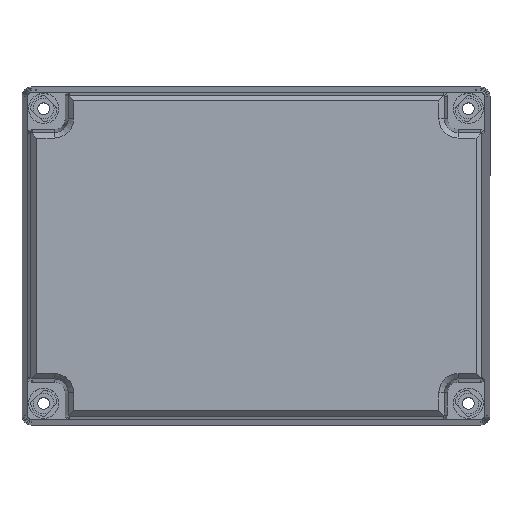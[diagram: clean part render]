
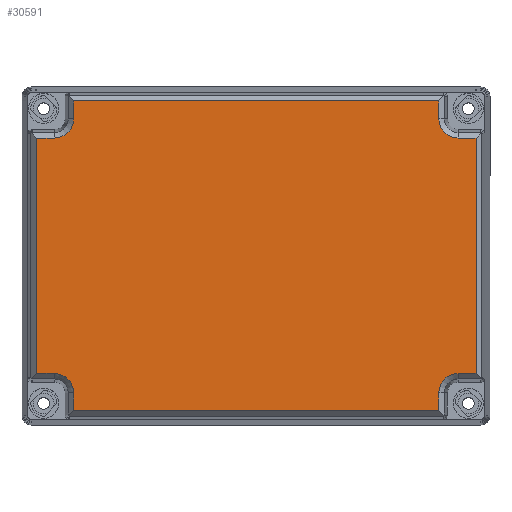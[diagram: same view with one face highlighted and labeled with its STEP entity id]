
A CAD part, top view. The second image highlights one B-rep face of the part: STEP entity #30591.
In plain terms, the highlighted planar face has unit normal (0, 0, 1).
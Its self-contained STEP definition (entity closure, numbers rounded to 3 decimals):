
#473 = DIRECTION ( 'NONE',  ( 1., 0., 0. ) ) ;
#1220 = CARTESIAN_POINT ( 'NONE',  ( 234.544, -61.311, 100.6 ) ) ;
#1693 = CARTESIAN_POINT ( 'NONE',  ( 234.544, 52.711, 100.6 ) ) ;
#1763 = VECTOR ( 'NONE', #31613, 1000. ) ;
#2020 = CARTESIAN_POINT ( 'NONE',  ( 382.566, -52.711, 100.6 ) ) ;
#2265 = DIRECTION ( 'NONE',  ( 0., 0., 1. ) ) ;
#2371 = LINE ( 'NONE', #48719, #43483 ) ;
#2503 = VERTEX_POINT ( 'NONE', #17062 ) ;
#2602 = AXIS2_PLACEMENT_3D ( 'NONE', #47324, #15421, #473 ) ;
#2861 = VECTOR ( 'NONE', #28665, 1000. ) ;
#3353 = EDGE_CURVE ( 'NONE', #29210, #36323, #12241, .T. ) ;
#3610 = LINE ( 'NONE', #19331, #4537 ) ;
#4537 = VECTOR ( 'NONE', #30136, 1000. ) ;
#4973 = CARTESIAN_POINT ( 'NONE',  ( 382.566, 45.311, 100.6 ) ) ;
#5407 = CARTESIAN_POINT ( 'NONE',  ( 227.144, -45.311, 100.6 ) ) ;
#5568 = VERTEX_POINT ( 'NONE', #41254 ) ;
#5951 = CARTESIAN_POINT ( 'NONE',  ( 382.566, 52.711, 100.6 ) ) ;
#6162 = ORIENTED_EDGE ( 'NONE', *, *, #9837, .T. ) ;
#6713 = VERTEX_POINT ( 'NONE', #19893 ) ;
#6825 = EDGE_CURVE ( 'NONE', #6713, #5568, #33956, .T. ) ;
#7039 = VERTEX_POINT ( 'NONE', #27792 ) ;
#7596 = EDGE_CURVE ( 'NONE', #49141, #22043, #35966, .T. ) ;
#7948 = DIRECTION ( 'NONE',  ( 1., 0., 0. ) ) ;
#8181 = CARTESIAN_POINT ( 'NONE',  ( 227.144, 45.311, 100.6 ) ) ;
#9449 = ORIENTED_EDGE ( 'NONE', *, *, #24364, .T. ) ;
#9837 = EDGE_CURVE ( 'NONE', #36050, #49141, #18224, .T. ) ;
#10158 = CARTESIAN_POINT ( 'NONE',  ( 232.844, 59.611, 100.6 ) ) ;
#10603 = VECTOR ( 'NONE', #44104, 1000. ) ;
#12241 = CIRCLE ( 'NONE', #39352, 7.4 ) ;
#12250 = VECTOR ( 'NONE', #47452, 1000. ) ;
#12708 = CARTESIAN_POINT ( 'NONE',  ( 389.466, 47.011, 100.6 ) ) ;
#12967 = LINE ( 'NONE', #4973, #21369 ) ;
#13476 = AXIS2_PLACEMENT_3D ( 'NONE', #2020, #2265, #14100 ) ;
#13708 = ORIENTED_EDGE ( 'NONE', *, *, #3353, .T. ) ;
#14100 = DIRECTION ( 'NONE',  ( 1., 0., 0. ) ) ;
#14436 = DIRECTION ( 'NONE',  ( 0., -1., 0. ) ) ;
#14552 = CARTESIAN_POINT ( 'NONE',  ( 220.244, -45.311, 100.6 ) ) ;
#14798 = EDGE_CURVE ( 'NONE', #24218, #20465, #24562, .T. ) ;
#15421 = DIRECTION ( 'NONE',  ( 0., 0., -1. ) ) ;
#15496 = LINE ( 'NONE', #34540, #20595 ) ;
#16928 = DIRECTION ( 'NONE',  ( 0., -1., 0. ) ) ;
#17022 = DIRECTION ( 'NONE',  ( 1., 0., 0. ) ) ;
#17062 = CARTESIAN_POINT ( 'NONE',  ( 389.466, 45.311, 100.6 ) ) ;
#18077 = DIRECTION ( 'NONE',  ( 1., 0., 0. ) ) ;
#18224 = CIRCLE ( 'NONE', #2602, 7.4 ) ;
#18357 = AXIS2_PLACEMENT_3D ( 'NONE', #5951, #32489, #40725 ) ;
#18800 = CARTESIAN_POINT ( 'NONE',  ( 234.544, 52.711, 100.6 ) ) ;
#19225 = LINE ( 'NONE', #34907, #29477 ) ;
#19331 = CARTESIAN_POINT ( 'NONE',  ( 220.244, -47.011, 100.6 ) ) ;
#19893 = CARTESIAN_POINT ( 'NONE',  ( 382.566, 45.311, 100.6 ) ) ;
#20019 = CARTESIAN_POINT ( 'NONE',  ( 234.544, -52.711, 100.6 ) ) ;
#20430 = CARTESIAN_POINT ( 'NONE',  ( 391.166, -45.311, 100.6 ) ) ;
#20465 = VERTEX_POINT ( 'NONE', #36070 ) ;
#20595 = VECTOR ( 'NONE', #46390, 1000. ) ;
#20804 = EDGE_CURVE ( 'NONE', #35515, #29210, #42972, .T. ) ;
#20998 = ORIENTED_EDGE ( 'NONE', *, *, #27566, .T. ) ;
#21369 = VECTOR ( 'NONE', #24300, 1000. ) ;
#22043 = VERTEX_POINT ( 'NONE', #40465 ) ;
#22700 = ORIENTED_EDGE ( 'NONE', *, *, #7596, .T. ) ;
#24218 = VERTEX_POINT ( 'NONE', #37761 ) ;
#24226 = VERTEX_POINT ( 'NONE', #33136 ) ;
#24300 = DIRECTION ( 'NONE',  ( -1., 0., 0. ) ) ;
#24364 = EDGE_CURVE ( 'NONE', #5568, #48979, #19225, .T. ) ;
#24562 = LINE ( 'NONE', #32269, #2861 ) ;
#25502 = DIRECTION ( 'NONE',  ( 0., 0., -1. ) ) ;
#26316 = EDGE_CURVE ( 'NONE', #24226, #7039, #36631, .T. ) ;
#26387 = EDGE_CURVE ( 'NONE', #7039, #2503, #36114, .T. ) ;
#26472 = EDGE_CURVE ( 'NONE', #22043, #24218, #2371, .T. ) ;
#26529 = VECTOR ( 'NONE', #29694, 1000. ) ;
#27501 = CARTESIAN_POINT ( 'NONE',  ( 227.144, 52.711, 100.6 ) ) ;
#27566 = EDGE_CURVE ( 'NONE', #2503, #6713, #12967, .T. ) ;
#27743 = CARTESIAN_POINT ( 'NONE',  ( 218.544, 45.311, 100.6 ) ) ;
#27792 = CARTESIAN_POINT ( 'NONE',  ( 389.466, -45.311, 100.6 ) ) ;
#27879 = EDGE_CURVE ( 'NONE', #48010, #36050, #15496, .T. ) ;
#28665 = DIRECTION ( 'NONE',  ( 0., 1., 0. ) ) ;
#29210 = VERTEX_POINT ( 'NONE', #1693 ) ;
#29477 = VECTOR ( 'NONE', #50626, 1000. ) ;
#29694 = DIRECTION ( 'NONE',  ( -1., 0., 0. ) ) ;
#30136 = DIRECTION ( 'NONE',  ( 0., -1., 0. ) ) ;
#30470 = ORIENTED_EDGE ( 'NONE', *, *, #27879, .T. ) ;
#30514 = CARTESIAN_POINT ( 'NONE',  ( 234.544, 59.611, 100.6 ) ) ;
#30591 = ADVANCED_FACE ( 'NONE', ( #41901 ), #49626, .T. ) ;
#30789 = ORIENTED_EDGE ( 'NONE', *, *, #6825, .T. ) ;
#31302 = CARTESIAN_POINT ( 'NONE',  ( 220.244, 45.311, 100.6 ) ) ;
#31405 = ORIENTED_EDGE ( 'NONE', *, *, #14798, .T. ) ;
#31613 = DIRECTION ( 'NONE',  ( -1., 0., 0. ) ) ;
#32269 = CARTESIAN_POINT ( 'NONE',  ( 375.166, -52.711, 100.6 ) ) ;
#32489 = DIRECTION ( 'NONE',  ( 0., 0., -1. ) ) ;
#33134 = CIRCLE ( 'NONE', #38100, 7.4 ) ;
#33136 = CARTESIAN_POINT ( 'NONE',  ( 382.566, -45.311, 100.6 ) ) ;
#33521 = EDGE_CURVE ( 'NONE', #40426, #48010, #3610, .T. ) ;
#33956 = CIRCLE ( 'NONE', #18357, 7.4 ) ;
#34540 = CARTESIAN_POINT ( 'NONE',  ( 227.144, -45.311, 100.6 ) ) ;
#34907 = CARTESIAN_POINT ( 'NONE',  ( 375.166, 61.311, 100.6 ) ) ;
#35515 = VERTEX_POINT ( 'NONE', #30514 ) ;
#35966 = LINE ( 'NONE', #1220, #47545 ) ;
#36050 = VERTEX_POINT ( 'NONE', #5407 ) ;
#36070 = CARTESIAN_POINT ( 'NONE',  ( 375.166, -52.711, 100.6 ) ) ;
#36098 = ORIENTED_EDGE ( 'NONE', *, *, #26316, .T. ) ;
#36114 = LINE ( 'NONE', #12708, #10603 ) ;
#36323 = VERTEX_POINT ( 'NONE', #8181 ) ;
#36631 = LINE ( 'NONE', #20430, #12250 ) ;
#37761 = CARTESIAN_POINT ( 'NONE',  ( 375.166, -59.611, 100.6 ) ) ;
#38100 = AXIS2_PLACEMENT_3D ( 'NONE', #40946, #25502, #17022 ) ;
#39352 = AXIS2_PLACEMENT_3D ( 'NONE', #27501, #43213, #7948 ) ;
#40426 = VERTEX_POINT ( 'NONE', #31302 ) ;
#40465 = CARTESIAN_POINT ( 'NONE',  ( 234.544, -59.611, 100.6 ) ) ;
#40675 = ORIENTED_EDGE ( 'NONE', *, *, #26387, .T. ) ;
#40725 = DIRECTION ( 'NONE',  ( 1., 0., 0. ) ) ;
#40946 = CARTESIAN_POINT ( 'NONE',  ( 382.566, -52.711, 100.6 ) ) ;
#41254 = CARTESIAN_POINT ( 'NONE',  ( 375.166, 52.711, 100.6 ) ) ;
#41338 = VECTOR ( 'NONE', #14436, 1000. ) ;
#41901 = FACE_OUTER_BOUND ( 'NONE', #44664, .T. ) ;
#42138 = EDGE_CURVE ( 'NONE', #48979, #35515, #44914, .T. ) ;
#42720 = EDGE_CURVE ( 'NONE', #36323, #40426, #50931, .T. ) ;
#42972 = LINE ( 'NONE', #18800, #41338 ) ;
#43213 = DIRECTION ( 'NONE',  ( 0., 0., -1. ) ) ;
#43483 = VECTOR ( 'NONE', #18077, 1000. ) ;
#44104 = DIRECTION ( 'NONE',  ( 0., 1., 0. ) ) ;
#44664 = EDGE_LOOP ( 'NONE', ( #49623, #31405, #47225, #36098, #40675, #20998, #30789, #9449, #47610, #47266, #13708, #48143, #46779, #30470, #6162, #22700 ) ) ;
#44802 = EDGE_CURVE ( 'NONE', #20465, #24226, #33134, .T. ) ;
#44914 = LINE ( 'NONE', #10158, #26529 ) ;
#46390 = DIRECTION ( 'NONE',  ( 1., 0., 0. ) ) ;
#46779 = ORIENTED_EDGE ( 'NONE', *, *, #33521, .T. ) ;
#47225 = ORIENTED_EDGE ( 'NONE', *, *, #44802, .T. ) ;
#47266 = ORIENTED_EDGE ( 'NONE', *, *, #20804, .T. ) ;
#47324 = CARTESIAN_POINT ( 'NONE',  ( 227.144, -52.711, 100.6 ) ) ;
#47452 = DIRECTION ( 'NONE',  ( 1., 0., 0. ) ) ;
#47545 = VECTOR ( 'NONE', #16928, 1000. ) ;
#47610 = ORIENTED_EDGE ( 'NONE', *, *, #42138, .T. ) ;
#48010 = VERTEX_POINT ( 'NONE', #14552 ) ;
#48143 = ORIENTED_EDGE ( 'NONE', *, *, #42720, .T. ) ;
#48719 = CARTESIAN_POINT ( 'NONE',  ( 376.866, -59.611, 100.6 ) ) ;
#48979 = VERTEX_POINT ( 'NONE', #49140 ) ;
#49140 = CARTESIAN_POINT ( 'NONE',  ( 375.166, 59.611, 100.6 ) ) ;
#49141 = VERTEX_POINT ( 'NONE', #20019 ) ;
#49623 = ORIENTED_EDGE ( 'NONE', *, *, #26472, .T. ) ;
#49626 = PLANE ( 'NONE',  #13476 ) ;
#50626 = DIRECTION ( 'NONE',  ( 0., 1., 0. ) ) ;
#50931 = LINE ( 'NONE', #27743, #1763 ) ;
